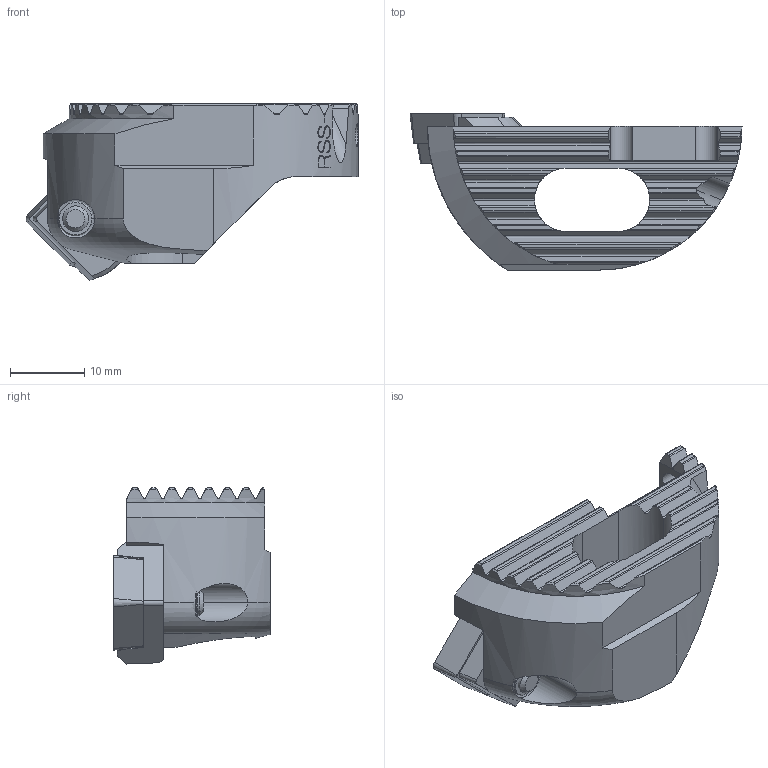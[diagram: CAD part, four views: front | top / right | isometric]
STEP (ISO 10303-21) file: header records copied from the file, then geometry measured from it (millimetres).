
FILE_DESCRIPTION(('no description'),'unknown implementation level');
FILE_NAME('627004FF-FB27-4155-9349-55DA640584A3_export.stp',' ',('CIMSOURCE GmbH'),('CADClick - KiM GmbH - www.kimweb.de'),'unknown preprocess','ACIS','unknown authorization');
FILE_SCHEMA(('automotive_design'));
Length unit declared in the file: millimetre
Products named in the file (5): 639.191 Kaiser  FM SW41 SC09|654.250 Kaiser SCMT 09T308 P20C;Kombinieren1; 639.191 Kaiser  FM SW41 SC09|639.191 Kaiser FM SW41 SC09;Linear austragen34; 639.191 Kaiser  FM SW41 SC09|695.101 Kaiser ETL PLE SC09|694.138 Kasier ETL M3.5x12 T15 IP 10S;Schnitt-Linear austragen2; 639.191 Kaiser  FM SW41 SC09|695.101 Kaiser ETL PLE SC09|691.756 Kaiser Gewindeb�chse SC09;Fase1; 639.191 Kaiser  FM SW41 SC09|695.101 Kaiser ETL PLE SC09|695.101 Kaiser ETL PLE SC09;Verrundung1
Bounding box: 44.84 x 21.12 x 23.78 mm (x, y, z)
Volume: 6818.1 mm3; surface area: 5278.3 mm2
Topology: 5 solids, 5 shells, 488 faces, 1330 edges, 873 vertices
Faces by surface type: plane 210, cylinder 112, bspline 110, cone 41, sphere 8, torus 7
Entity records: 43163 total; most frequent: CARTESIAN_POINT 16736, STYLED_ITEM 2696, PRESENTATION_STYLE_ASSIGNMENT 2696, COLOUR_RGB 2696, ORIENTED_EDGE 2660, DIRECTION 1962, EDGE_CURVE 1330, CURVE_STYLE 1330
